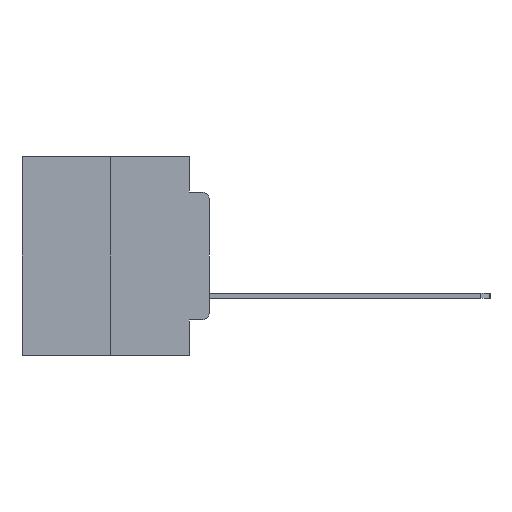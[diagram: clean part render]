
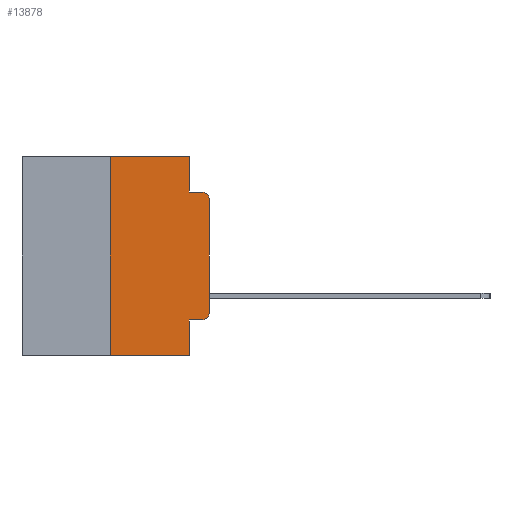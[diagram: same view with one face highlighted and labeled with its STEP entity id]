
A CAD part, left-side view. The second image highlights one B-rep face of the part: STEP entity #13878.
In plain terms, the highlighted planar face has unit normal (-1, 0, 0).
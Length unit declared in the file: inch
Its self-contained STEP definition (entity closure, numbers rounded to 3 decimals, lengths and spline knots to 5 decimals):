
#13 = CARTESIAN_POINT ( 'NONE',  ( 0., 0.02, -0.3915 ) ) ;
#532 = ORIENTED_EDGE ( 'NONE', *, *, #17931, .T. ) ;
#768 = EDGE_CURVE ( 'NONE', #19619, #7021, #22914, .T. ) ;
#1893 = DIRECTION ( 'NONE',  ( 0., 0., -1. ) ) ;
#2000 = VERTEX_POINT ( 'NONE', #5438 ) ;
#2173 = DIRECTION ( 'NONE',  ( 0., 0., -1. ) ) ;
#2471 = CARTESIAN_POINT ( 'NONE',  ( 0., 0.25, 0. ) ) ;
#2534 = CARTESIAN_POINT ( 'NONE',  ( 0., 0.25, 0. ) ) ;
#2536 = ORIENTED_EDGE ( 'NONE', *, *, #5073, .F. ) ;
#2881 = DIRECTION ( 'NONE',  ( 0., -1., 0. ) ) ;
#3098 = CARTESIAN_POINT ( 'NONE',  ( 0., 0., -0.1085 ) ) ;
#3295 = CARTESIAN_POINT ( 'NONE',  ( 0., 0.051, -0.5 ) ) ;
#3526 = CARTESIAN_POINT ( 'NONE',  ( 0., 0.473, -0.5 ) ) ;
#3803 = EDGE_CURVE ( 'NONE', #13735, #21605, #4059, .T. ) ;
#3831 = EDGE_LOOP ( 'NONE', ( #5528, #532, #16945, #6833, #12171, #22781, #18205, #2536, #13427, #9410 ) ) ;
#4059 = LINE ( 'NONE', #18594, #24752 ) ;
#4817 = DIRECTION ( 'NONE',  ( -1., 0., 0. ) ) ;
#4841 = CARTESIAN_POINT ( 'NONE',  ( 0., 0.02, -0.4115 ) ) ;
#5073 = EDGE_CURVE ( 'NONE', #18093, #21316, #13200, .T. ) ;
#5332 = CARTESIAN_POINT ( 'NONE',  ( 0., 0.051, 0. ) ) ;
#5438 = CARTESIAN_POINT ( 'NONE',  ( 0., 0.02, -0.0885 ) ) ;
#5528 = ORIENTED_EDGE ( 'NONE', *, *, #3803, .T. ) ;
#5864 = AXIS2_PLACEMENT_3D ( 'NONE', #13092, #9225, #23116 ) ;
#5884 = LINE ( 'NONE', #10868, #10622 ) ;
#6450 = EDGE_CURVE ( 'NONE', #18093, #7751, #5884, .T. ) ;
#6591 = LINE ( 'NONE', #19199, #16720 ) ;
#6833 = ORIENTED_EDGE ( 'NONE', *, *, #22234, .F. ) ;
#6897 = DIRECTION ( 'NONE',  ( 0., 0., 1. ) ) ;
#6899 = EDGE_CURVE ( 'NONE', #7751, #13735, #16352, .T. ) ;
#7021 = VERTEX_POINT ( 'NONE', #2534 ) ;
#7751 = VERTEX_POINT ( 'NONE', #4841 ) ;
#8421 = VERTEX_POINT ( 'NONE', #19415 ) ;
#9225 = DIRECTION ( 'NONE',  ( 1., 0., 0. ) ) ;
#9410 = ORIENTED_EDGE ( 'NONE', *, *, #6899, .T. ) ;
#10622 = VECTOR ( 'NONE', #14905, 39.37008 ) ;
#10683 = VECTOR ( 'NONE', #25630, 39.37008 ) ;
#10868 = CARTESIAN_POINT ( 'NONE',  ( 0., 0.051, -0.4115 ) ) ;
#11893 = CARTESIAN_POINT ( 'NONE',  ( 0., 0.051, -0.0885 ) ) ;
#12171 = ORIENTED_EDGE ( 'NONE', *, *, #20031, .F. ) ;
#12224 = LINE ( 'NONE', #5332, #22253 ) ;
#12652 = CARTESIAN_POINT ( 'NONE',  ( 0., 0., -0.3915 ) ) ;
#13092 = CARTESIAN_POINT ( 'NONE',  ( 0., 0.473, 0. ) ) ;
#13200 = LINE ( 'NONE', #14173, #18599 ) ;
#13427 = ORIENTED_EDGE ( 'NONE', *, *, #6450, .T. ) ;
#13735 = VERTEX_POINT ( 'NONE', #12652 ) ;
#13754 = CARTESIAN_POINT ( 'NONE',  ( 0., 0.051, 0. ) ) ;
#13878 = ADVANCED_FACE ( 'NONE', ( #14799 ), #21154, .F. ) ;
#13997 = DIRECTION ( 'NONE',  ( 0., -1., 0. ) ) ;
#14173 = CARTESIAN_POINT ( 'NONE',  ( 0., 0.051, 0. ) ) ;
#14432 = DIRECTION ( 'NONE',  ( -1., 0., 0. ) ) ;
#14694 = EDGE_CURVE ( 'NONE', #19619, #21316, #16057, .T. ) ;
#14799 = FACE_OUTER_BOUND ( 'NONE', #3831, .T. ) ;
#14905 = DIRECTION ( 'NONE',  ( 0., -1., 0. ) ) ;
#15406 = DIRECTION ( 'NONE',  ( 0., 0., -1. ) ) ;
#15635 = LINE ( 'NONE', #11893, #24876 ) ;
#16057 = LINE ( 'NONE', #3526, #10683 ) ;
#16289 = VERTEX_POINT ( 'NONE', #13754 ) ;
#16352 = CIRCLE ( 'NONE', #18088, 0.02 ) ;
#16720 = VECTOR ( 'NONE', #2881, 39.37008 ) ;
#16837 = CIRCLE ( 'NONE', #16944, 0.02 ) ;
#16944 = AXIS2_PLACEMENT_3D ( 'NONE', #16977, #4817, #18981 ) ;
#16945 = ORIENTED_EDGE ( 'NONE', *, *, #23526, .F. ) ;
#16977 = CARTESIAN_POINT ( 'NONE',  ( 0., 0.02, -0.1085 ) ) ;
#17815 = CARTESIAN_POINT ( 'NONE',  ( 0., 0.25, -0.5 ) ) ;
#17931 = EDGE_CURVE ( 'NONE', #21605, #2000, #16837, .T. ) ;
#18088 = AXIS2_PLACEMENT_3D ( 'NONE', #13, #14432, #2173 ) ;
#18093 = VERTEX_POINT ( 'NONE', #19411 ) ;
#18205 = ORIENTED_EDGE ( 'NONE', *, *, #14694, .T. ) ;
#18344 = VECTOR ( 'NONE', #22409, 39.37008 ) ;
#18594 = CARTESIAN_POINT ( 'NONE',  ( 0., 0., 0. ) ) ;
#18599 = VECTOR ( 'NONE', #1893, 39.37008 ) ;
#18981 = DIRECTION ( 'NONE',  ( 0., 0., -1. ) ) ;
#19199 = CARTESIAN_POINT ( 'NONE',  ( 0., 0.473, 0. ) ) ;
#19411 = CARTESIAN_POINT ( 'NONE',  ( 0., 0.051, -0.4115 ) ) ;
#19415 = CARTESIAN_POINT ( 'NONE',  ( 0., 0.051, -0.0885 ) ) ;
#19619 = VERTEX_POINT ( 'NONE', #17815 ) ;
#20031 = EDGE_CURVE ( 'NONE', #7021, #16289, #6591, .T. ) ;
#21154 = PLANE ( 'NONE',  #5864 ) ;
#21316 = VERTEX_POINT ( 'NONE', #3295 ) ;
#21605 = VERTEX_POINT ( 'NONE', #3098 ) ;
#22234 = EDGE_CURVE ( 'NONE', #16289, #8421, #12224, .T. ) ;
#22253 = VECTOR ( 'NONE', #15406, 39.37008 ) ;
#22409 = DIRECTION ( 'NONE',  ( 0., 0., 1. ) ) ;
#22781 = ORIENTED_EDGE ( 'NONE', *, *, #768, .F. ) ;
#22914 = LINE ( 'NONE', #2471, #18344 ) ;
#23116 = DIRECTION ( 'NONE',  ( 0., 0., -1. ) ) ;
#23526 = EDGE_CURVE ( 'NONE', #8421, #2000, #15635, .T. ) ;
#24752 = VECTOR ( 'NONE', #6897, 39.37008 ) ;
#24876 = VECTOR ( 'NONE', #13997, 39.37008 ) ;
#25630 = DIRECTION ( 'NONE',  ( 0., -1., 0. ) ) ;
